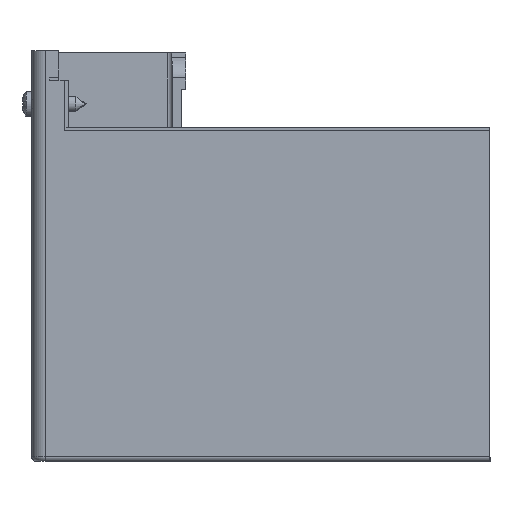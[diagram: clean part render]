
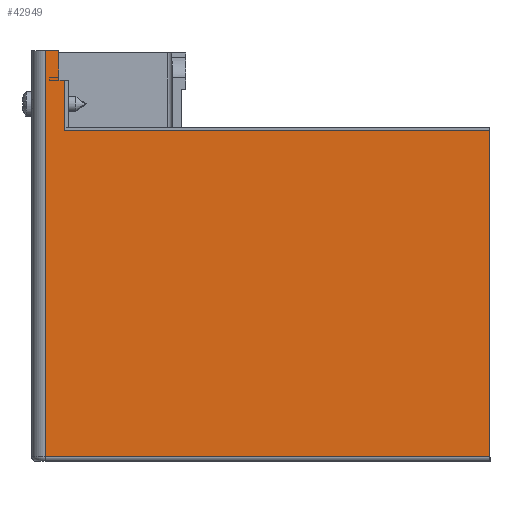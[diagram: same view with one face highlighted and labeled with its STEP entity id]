
A CAD part, left-side view. The second image highlights one B-rep face of the part: STEP entity #42949.
In plain terms, the highlighted planar face has unit normal (-1, 0, 0).
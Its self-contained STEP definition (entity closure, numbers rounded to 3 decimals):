
#10662=DIRECTION('',(0.,0.,-1.));
#10663=VECTOR('',#10662,71.8);
#10664=CARTESIAN_POINT('',(-105.,0.,4.8));
#10665=LINE('',#10664,#10663);
#10666=DIRECTION('',(0.,-1.,0.));
#10667=VECTOR('',#10666,3.);
#10668=CARTESIAN_POINT('',(-105.,98.,22.5));
#10669=LINE('',#10668,#10667);
#10670=DIRECTION('',(0.,1.,0.));
#10671=VECTOR('',#10670,1.3);
#10672=CARTESIAN_POINT('',(-105.,93.7,16.));
#10673=LINE('',#10672,#10671);
#10690=DIRECTION('',(0.,0.,1.));
#10691=VECTOR('',#10690,11.2);
#10692=CARTESIAN_POINT('',(-105.,93.7,4.8));
#10693=LINE('',#10692,#10691);
#10698=DIRECTION('',(0.,1.,0.));
#10699=VECTOR('',#10698,93.7);
#10700=CARTESIAN_POINT('',(-105.,0.,4.8));
#10701=LINE('',#10700,#10699);
#10800=DIRECTION('',(0.,0.,1.));
#10801=VECTOR('',#10800,6.5);
#10802=CARTESIAN_POINT('',(-105.,95.,16.));
#10803=LINE('',#10802,#10801);
#11318=DIRECTION('',(0.,0.,-1.));
#11319=VECTOR('',#11318,89.5);
#11320=CARTESIAN_POINT('',(-105.,98.,22.5));
#11321=LINE('',#11320,#11319);
#11367=DIRECTION('',(0.,-1.,0.));
#11368=VECTOR('',#11367,98.);
#11369=CARTESIAN_POINT('',(-105.,98.,-67.));
#11370=LINE('',#11369,#11368);
#21287=CARTESIAN_POINT('',(-105.,95.,22.5));
#21289=VERTEX_POINT('',#21287);
#21291=CARTESIAN_POINT('',(-105.,98.,22.5));
#21292=VERTEX_POINT('',#21291);
#25372=CARTESIAN_POINT('',(-105.,0.,4.8));
#25373=CARTESIAN_POINT('',(-105.,0.,-67.));
#25374=VERTEX_POINT('',#25372);
#25375=VERTEX_POINT('',#25373);
#25386=CARTESIAN_POINT('',(-105.,93.7,4.8));
#25387=CARTESIAN_POINT('',(-105.,93.7,16.));
#25388=VERTEX_POINT('',#25386);
#25389=VERTEX_POINT('',#25387);
#25390=CARTESIAN_POINT('',(-105.,95.,16.));
#25391=VERTEX_POINT('',#25390);
#25511=CARTESIAN_POINT('',(-105.,98.,-67.));
#25512=VERTEX_POINT('',#25511);
#42928=CARTESIAN_POINT('',(-105.,49.,-22.25));
#42929=DIRECTION('',(1.,0.,0.));
#42930=DIRECTION('',(0.,1.,0.));
#42931=AXIS2_PLACEMENT_3D('',#42928,#42929,#42930);
#42932=PLANE('',#42931);
#42934=ORIENTED_EDGE('',*,*,#42933,.F.);
#42936=ORIENTED_EDGE('',*,*,#42935,.F.);
#42938=ORIENTED_EDGE('',*,*,#42937,.F.);
#42939=ORIENTED_EDGE('',*,*,#42906,.T.);
#42941=ORIENTED_EDGE('',*,*,#42940,.F.);
#42943=ORIENTED_EDGE('',*,*,#42942,.F.);
#42944=ORIENTED_EDGE('',*,*,#27468,.T.);
#42946=ORIENTED_EDGE('',*,*,#42945,.F.);
#42947=EDGE_LOOP('',(#42934,#42936,#42938,#42939,#42941,#42943,#42944,#42946));
#42948=FACE_OUTER_BOUND('',#42947,.F.);
#27468=EDGE_CURVE('',#21292,#21289,#10669,.T.);
#42906=EDGE_CURVE('',#25374,#25375,#10665,.T.);
#42933=EDGE_CURVE('',#25389,#25391,#10673,.T.);
#42935=EDGE_CURVE('',#25388,#25389,#10693,.T.);
#42937=EDGE_CURVE('',#25374,#25388,#10701,.T.);
#42940=EDGE_CURVE('',#25512,#25375,#11370,.T.);
#42942=EDGE_CURVE('',#21292,#25512,#11321,.T.);
#42945=EDGE_CURVE('',#25391,#21289,#10803,.T.);
#42949=ADVANCED_FACE('',(#42948),#42932,.F.);
